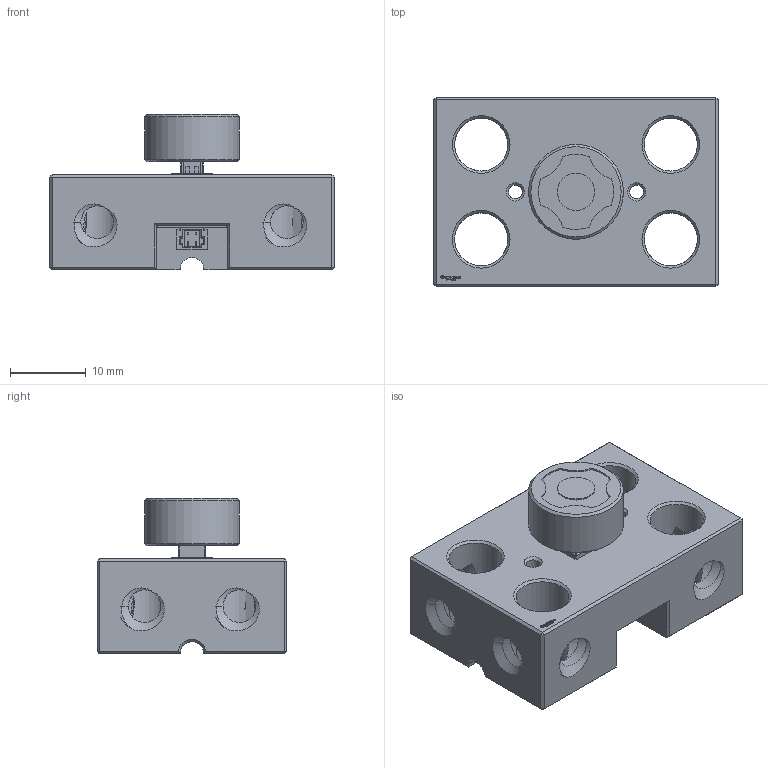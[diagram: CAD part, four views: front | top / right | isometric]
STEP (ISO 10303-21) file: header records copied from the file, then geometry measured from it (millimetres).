
FILE_DESCRIPTION(('FreeCAD Model'),'2;1');
FILE_NAME('Open CASCADE Shape Model','2024-08-13T00:22:32',(''),(''), 'Open CASCADE STEP processor 7.6','FreeCAD','Unknown');
FILE_SCHEMA(('AUTOMOTIVE_DESIGN { 1 0 10303 214 1 1 1 1 }'));
Length unit declared in the file: millimetre
Products named in the file (33): Electronics PCB MNT ON-OFF Switch Bambu Lab ESS BU03x02x01 - 
SPN-ELS-0006 (stemfie.org); Electronics PCB MNT ON-OFF Switch Bambu Lab ESS BU03x02x01 - 
SPN-ELS-0006 (stemfie.org) BUTTON; Spacers; BambuLab.com - Maker's Supply - Self-Locking Button Switch - IA006; PCBMODEL_ASM; COMPOUND-33; SW1_ASM; SW-SMD_6P-L5_8-W5_8-P2_00-LS8_0_ASM; COMPOUND-685_ASM; COMPOUND-685_1; COMPOUND-685_2; COMPOUND-685_3; COMPOUND-685_4; COMPOUND-685_5; COMPOUND-685_6; COMPOUND-685_7; COMPOUND-685_8; COMPOUND-685_9; COMPOUND-685_10; COMPOUND-685_11; COMPOUND-685_12; COMPOUND-685_13; COMPOUND-685_14; COMPOUND-685_15; COMPOUND-685_16; COMPOUND-685_17; COMPOUND-685_18; J1_ASM; CONN-SMD_2P-P1_00_HX-1_0-2P-WT_ASM; SOLID
Assembly tree (31 placements, depth 6):
  Electronics PCB MNT ON-OFF Switch Bambu Lab ESS BU03x02x01 - 
SPN-ELS-0006 (stemfie.org)
    Electronics PCB MNT ON-OFF Switch Bambu Lab ESS BU03x02x01 - 
SPN-ELS-0006 (stemfie.org)
    Electronics PCB MNT ON-OFF Switch Bambu Lab ESS BU03x02x01 - 
SPN-ELS-0006 (stemfie.org) BUTTON
    Spacers
      Spacers
      Spacers
  BambuLab.com - Maker's Supply - Self-Locking Button Switch - IA006
    PCBMODEL_ASM
      COMPOUND-33
      SW1_ASM
        SW-SMD_6P-L5_8-W5_8-P2_00-LS8_0_ASM
          COMPOUND-685_ASM
            COMPOUND-685_1
            COMPOUND-685_2
            COMPOUND-685_3
            COMPOUND-685_4
            COMPOUND-685_5
            COMPOUND-685_6
            COMPOUND-685_7
            COMPOUND-685_8
            COMPOUND-685_9
            COMPOUND-685_10
            COMPOUND-685_11
            COMPOUND-685_12
            COMPOUND-685_13
            COMPOUND-685_14
            COMPOUND-685_15
            COMPOUND-685_16
            COMPOUND-685_17
            COMPOUND-685_18
      J1_ASM
        CONN-SMD_2P-P1_00_HX-1_0-2P-WT_ASM
          SOLID
Bounding box: 37.5 x 25 x 20.45 mm (x, y, z)
Volume: 8155 mm3; surface area: 6960.9 mm2
Topology: 24 solids, 24 shells, 1615 faces, 4274 edges, 2790 vertices
Faces by surface type: plane 955, extrusion 386, bspline 143, cylinder 114, cone 15, sphere 2
Full cylindrical faces by diameter (mm): 1.8 x2, 2.5 x2, 4.5 x2, 7 x4, 12.5 x1
Entity records: 66358 total; most frequent: CARTESIAN_POINT 27115, ORIENTED_EDGE 8536, DIRECTION 6002, EDGE_CURVE 4268, VECTOR 3286, LINE 2900, VERTEX_POINT 2790, FACE_BOUND 1760
